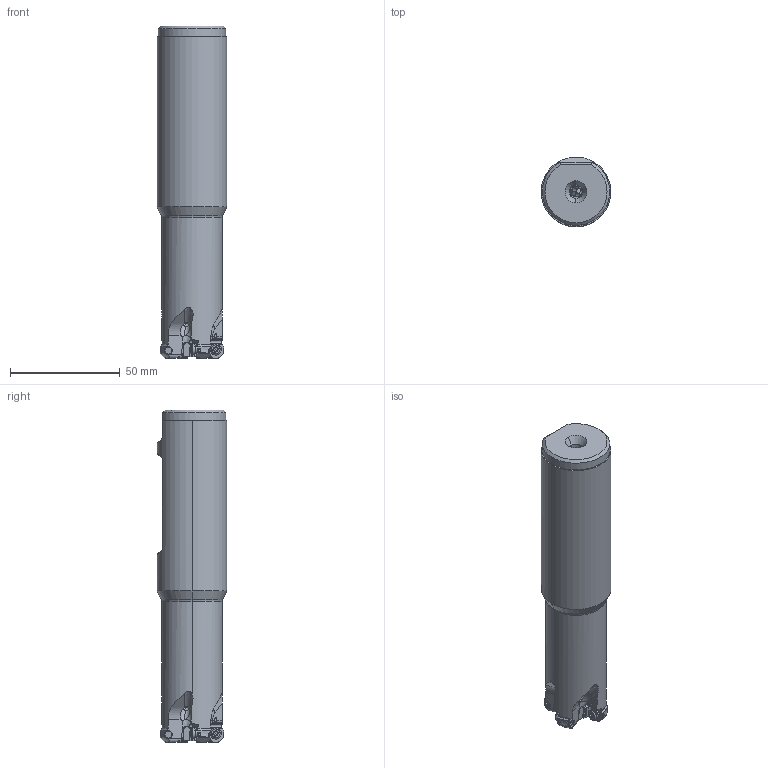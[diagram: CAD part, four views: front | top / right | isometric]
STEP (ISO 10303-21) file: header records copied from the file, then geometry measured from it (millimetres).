
FILE_DESCRIPTION(/* description */ (''),/* implementation_level */ '2;1');
FILE_NAME(/* name */ 'ARP5UPR2004FA20M.stp',/* time_stamp */ '2017-10-10T11:40:32+09:00',/* author */ (''),/* organization */ (''),/* preprocessor_version */ 'ST-DEVELOPER v16',/* originating_system */ 'SIEMENS PLM Software NX 10.0',/* authorisation */ '');
FILE_SCHEMA (('AUTOMOTIVE_DESIGN { 1 0 10303 214 3 1 1 1 }'));
Length unit declared in the file: millimetre
Products named in the file (1): ARP5UPR2004FA20M_ASM
Bounding box: 31.75 x 31.75 x 151.43 mm (x, y, z)
Volume: 96847.3 mm3; surface area: 19458.2 mm2
Topology: 5 solids, 5 shells, 517 faces, 1394 edges, 878 vertices
Faces by surface type: cylinder 185, plane 121, torus 66, cone 65, bspline 36, sphere 28, extrusion 16
Entity records: 24037 total; most frequent: CARTESIAN_POINT 11680, ORIENTED_EDGE 2740, DIRECTION 2317, EDGE_CURVE 1370, AXIS2_PLACEMENT_3D 934, VERTEX_POINT 878, EDGE_LOOP 548, ADVANCED_FACE 517
